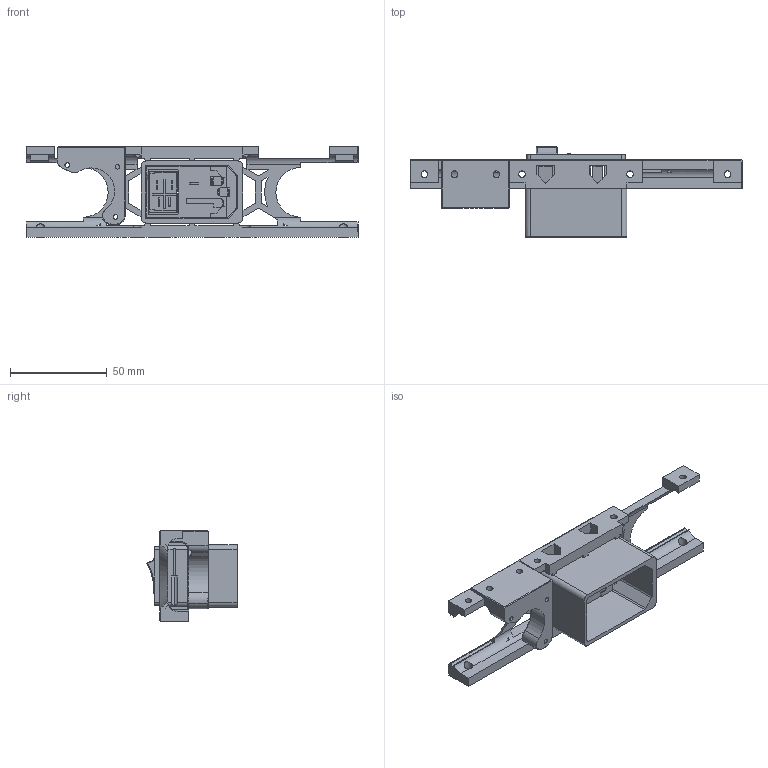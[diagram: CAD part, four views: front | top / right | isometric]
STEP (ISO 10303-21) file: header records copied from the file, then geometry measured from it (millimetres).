
FILE_DESCRIPTION (( 'STEP AP214' ), '1' );
FILE_NAME ('new_rear_micron_skirt_and_alt_z_motor_mounts.STEP', '2021-08-06T08:51:34', ( '' ), ( '' ), 'SwSTEP 2.0', 'SolidWorks 2021', '' );
FILE_SCHEMA (( 'AUTOMOTIVE_DESIGN' ));
Length unit declared in the file: millimetre
Products named in the file (15): Switch^Copy of JR Mains Inlet v1_new_rear_micron_skirt_and_alt_z_motor_mounts; JR Mains Inlet v1-320^Copy of JR Mains Inlet v1_new_rear_micron_skirt_and_alt_z_motor_mounts; JR Mains Inlet v1-319^Copy of JR Mains Inlet v1_new_rear_micron_skirt_and_alt_z_motor_mounts; Copy of New RearSkirt^new_rear_micron_skirt_and_alt_z_motor_mounts; JR Mains Inlet v1-314^Copy of JR Mains Inlet v1_new_rear_micron_skirt_and_alt_z_motor_mounts; JR Mains Inlet v1-312^Copy of JR Mains Inlet v1_new_rear_micron_skirt_and_alt_z_motor_mounts; Copy of JR Mains Inlet v1^new_rear_micron_skirt_and_alt_z_motor_mounts; alt_z_motor_mount; JR Mains Inlet v1-317^Copy of JR Mains Inlet v1_new_rear_micron_skirt_and_alt_z_motor_mounts; Fuse^Copy of JR Mains Inlet v1_new_rear_micron_skirt_and_alt_z_motor_mounts; JR Mains Inlet v1-315^Copy of JR Mains Inlet v1_new_rear_micron_skirt_and_alt_z_motor_mounts; JR Mains Inlet v1-313^Copy of JR Mains Inlet v1_new_rear_micron_skirt_and_alt_z_motor_mounts; JR Mains Inlet v1-318^Copy of JR Mains Inlet v1_new_rear_micron_skirt_and_alt_z_motor_mounts; new_rear_micron_skirt_and_alt_z_motor_mounts; JR Mains Inlet v1-316^Copy of JR Mains Inlet v1_new_rear_micron_skirt_and_alt_z_motor_mounts
Assembly tree (14 placements, depth 3):
  new_rear_micron_skirt_and_alt_z_motor_mounts
    Copy of JR Mains Inlet v1^new_rear_micron_skirt_and_alt_z_motor_mounts
      Switch^Copy of JR Mains Inlet v1_new_rear_micron_skirt_and_alt_z_motor_mounts
      Fuse^Copy of JR Mains Inlet v1_new_rear_micron_skirt_and_alt_z_motor_mounts
      JR Mains Inlet v1-312^Copy of JR Mains Inlet v1_new_rear_micron_skirt_and_alt_z_motor_mounts
      JR Mains Inlet v1-313^Copy of JR Mains Inlet v1_new_rear_micron_skirt_and_alt_z_motor_mounts
      JR Mains Inlet v1-314^Copy of JR Mains Inlet v1_new_rear_micron_skirt_and_alt_z_motor_mounts
      JR Mains Inlet v1-315^Copy of JR Mains Inlet v1_new_rear_micron_skirt_and_alt_z_motor_mounts
      JR Mains Inlet v1-316^Copy of JR Mains Inlet v1_new_rear_micron_skirt_and_alt_z_motor_mounts
      JR Mains Inlet v1-317^Copy of JR Mains Inlet v1_new_rear_micron_skirt_and_alt_z_motor_mounts
      JR Mains Inlet v1-318^Copy of JR Mains Inlet v1_new_rear_micron_skirt_and_alt_z_motor_mounts
      JR Mains Inlet v1-319^Copy of JR Mains Inlet v1_new_rear_micron_skirt_and_alt_z_motor_mounts
      JR Mains Inlet v1-320^Copy of JR Mains Inlet v1_new_rear_micron_skirt_and_alt_z_motor_mounts
    Copy of New RearSkirt^new_rear_micron_skirt_and_alt_z_motor_mounts
    alt_z_motor_mount
Bounding box: 171.95 x 46.66 x 47 mm (x, y, z)
Volume: 65348.2 mm3; surface area: 47595.8 mm2
Topology: 18 solids, 18 shells, 1150 faces, 3095 edges, 1978 vertices
Faces by surface type: plane 778, cylinder 214, bspline 101, cone 26, torus 24, sphere 7
Entity records: 40678 total; most frequent: CARTESIAN_POINT 11656, ORIENTED_EDGE 6168, DIRECTION 5421, EDGE_CURVE 3084, LINE 2317, VECTOR 2317, VERTEX_POINT 1976, AXIS2_PLACEMENT_3D 1552
